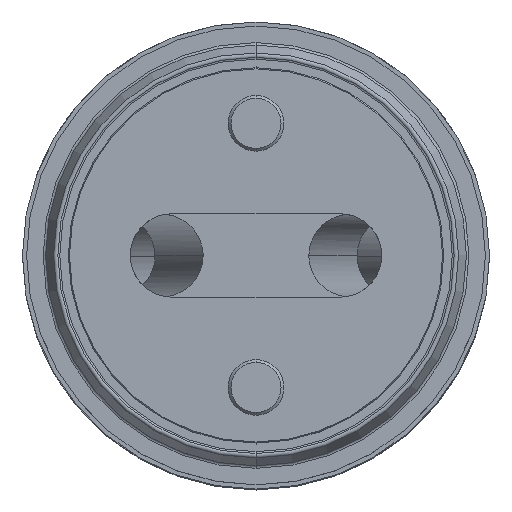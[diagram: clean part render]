
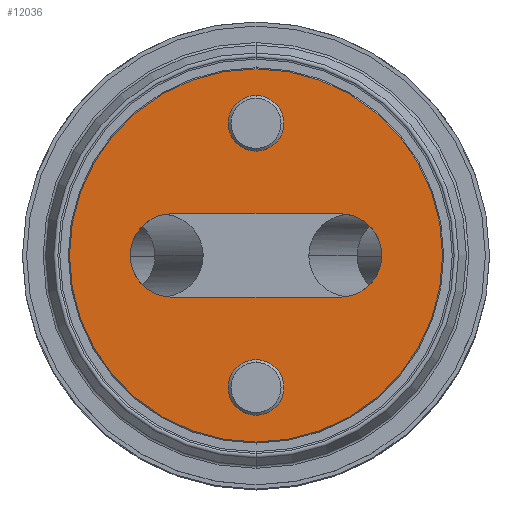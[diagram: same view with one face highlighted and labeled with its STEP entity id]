
A CAD part, top view. The second image highlights one B-rep face of the part: STEP entity #12036.
In plain terms, the highlighted planar face has unit normal (0, 0, 1).
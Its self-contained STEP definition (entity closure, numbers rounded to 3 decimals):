
#5054=CARTESIAN_POINT('',(0.,0.,47.5));
#5055=DIRECTION('',(0.,0.,1.));
#5056=DIRECTION('',(0.,1.,0.));
#5057=AXIS2_PLACEMENT_3D('',#5054,#5055,#5056);
#5059=CARTESIAN_POINT('',(0.,0.,47.5));
#5060=DIRECTION('',(0.,0.,1.));
#5061=DIRECTION('',(0.,-1.,0.));
#5062=AXIS2_PLACEMENT_3D('',#5059,#5060,#5061);
#5064=DIRECTION('',(-1.,0.,0.));
#5065=VECTOR('',#5064,12.1);
#5066=CARTESIAN_POINT('',(6.05,3.,47.5));
#5067=LINE('',#5066,#5065);
#5068=CARTESIAN_POINT('',(-6.05,0.,47.5));
#5069=DIRECTION('',(0.,0.,1.));
#5070=DIRECTION('',(0.,1.,0.));
#5071=AXIS2_PLACEMENT_3D('',#5068,#5069,#5070);
#5073=DIRECTION('',(1.,0.,0.));
#5074=VECTOR('',#5073,12.1);
#5075=CARTESIAN_POINT('',(-6.05,-3.,47.5));
#5076=LINE('',#5075,#5074);
#5077=CARTESIAN_POINT('',(6.05,0.,47.5));
#5078=DIRECTION('',(0.,0.,1.));
#5079=DIRECTION('',(0.,-1.,0.));
#5080=AXIS2_PLACEMENT_3D('',#5077,#5078,#5079);
#5082=CARTESIAN_POINT('',(0.,9.5,47.5));
#5083=DIRECTION('',(0.,0.,1.));
#5084=DIRECTION('',(0.,-1.,0.));
#5085=AXIS2_PLACEMENT_3D('',#5082,#5083,#5084);
#5087=CARTESIAN_POINT('',(0.,9.5,47.5));
#5088=DIRECTION('',(0.,0.,1.));
#5089=DIRECTION('',(0.,1.,0.));
#5090=AXIS2_PLACEMENT_3D('',#5087,#5088,#5089);
#5092=CARTESIAN_POINT('',(0.,-9.5,47.5));
#5093=DIRECTION('',(0.,0.,1.));
#5094=DIRECTION('',(0.,-1.,0.));
#5095=AXIS2_PLACEMENT_3D('',#5092,#5093,#5094);
#5097=CARTESIAN_POINT('',(0.,-9.5,47.5));
#5098=DIRECTION('',(0.,0.,1.));
#5099=DIRECTION('',(0.,1.,0.));
#5100=AXIS2_PLACEMENT_3D('',#5097,#5098,#5099);
#7434=CARTESIAN_POINT('',(0.,13.423,47.5));
#7435=CARTESIAN_POINT('',(0.,-13.423,47.5));
#7436=VERTEX_POINT('',#7434);
#7437=VERTEX_POINT('',#7435);
#7484=CARTESIAN_POINT('',(6.05,3.,47.5));
#7485=CARTESIAN_POINT('',(-6.05,3.,47.5));
#7486=VERTEX_POINT('',#7484);
#7487=VERTEX_POINT('',#7485);
#7488=CARTESIAN_POINT('',(-6.05,-3.,47.5));
#7489=VERTEX_POINT('',#7488);
#7490=CARTESIAN_POINT('',(6.05,-3.,47.5));
#7491=VERTEX_POINT('',#7490);
#7716=CARTESIAN_POINT('',(0.,7.5,47.5));
#7717=CARTESIAN_POINT('',(0.,11.5,47.5));
#7718=VERTEX_POINT('',#7716);
#7719=VERTEX_POINT('',#7717);
#7740=CARTESIAN_POINT('',(0.,-11.5,47.5));
#7741=CARTESIAN_POINT('',(0.,-7.5,47.5));
#7742=VERTEX_POINT('',#7740);
#7743=VERTEX_POINT('',#7741);
#12004=CARTESIAN_POINT('',(0.,0.,47.5));
#12005=DIRECTION('',(0.,0.,1.));
#12006=DIRECTION('',(0.,1.,0.));
#12007=AXIS2_PLACEMENT_3D('',#12004,#12005,#12006);
#12008=PLANE('',#12007);
#12010=ORIENTED_EDGE('',*,*,#12009,.F.);
#12012=ORIENTED_EDGE('',*,*,#12011,.F.);
#12013=EDGE_LOOP('',(#12010,#12012));
#12014=FACE_OUTER_BOUND('',#12013,.F.);
#12015=ORIENTED_EDGE('',*,*,#11984,.T.);
#12017=ORIENTED_EDGE('',*,*,#12016,.T.);
#12019=ORIENTED_EDGE('',*,*,#12018,.T.);
#12021=ORIENTED_EDGE('',*,*,#12020,.T.);
#12022=EDGE_LOOP('',(#12015,#12017,#12019,#12021));
#12023=FACE_BOUND('',#12022,.F.);
#12025=ORIENTED_EDGE('',*,*,#12024,.T.);
#12027=ORIENTED_EDGE('',*,*,#12026,.T.);
#12028=EDGE_LOOP('',(#12025,#12027));
#12029=FACE_BOUND('',#12028,.F.);
#12031=ORIENTED_EDGE('',*,*,#12030,.T.);
#12033=ORIENTED_EDGE('',*,*,#12032,.T.);
#12034=EDGE_LOOP('',(#12031,#12033));
#12035=FACE_BOUND('',#12034,.F.);
#12036=ADVANCED_FACE('',(#12014,#12023,#12029,#12035),#12008,.T.);
#5058=CIRCLE('',#5057,13.423);
#5063=CIRCLE('',#5062,13.423);
#5072=CIRCLE('',#5071,3.);
#5081=CIRCLE('',#5080,3.);
#5086=CIRCLE('',#5085,2.);
#5091=CIRCLE('',#5090,2.);
#5096=CIRCLE('',#5095,2.);
#5101=CIRCLE('',#5100,2.);
#11984=EDGE_CURVE('',#7486,#7487,#5067,.T.);
#12009=EDGE_CURVE('',#7436,#7437,#5058,.T.);
#12011=EDGE_CURVE('',#7437,#7436,#5063,.T.);
#12016=EDGE_CURVE('',#7487,#7489,#5072,.T.);
#12018=EDGE_CURVE('',#7489,#7491,#5076,.T.);
#12020=EDGE_CURVE('',#7491,#7486,#5081,.T.);
#12024=EDGE_CURVE('',#7718,#7719,#5086,.T.);
#12026=EDGE_CURVE('',#7719,#7718,#5091,.T.);
#12030=EDGE_CURVE('',#7742,#7743,#5096,.T.);
#12032=EDGE_CURVE('',#7743,#7742,#5101,.T.);
